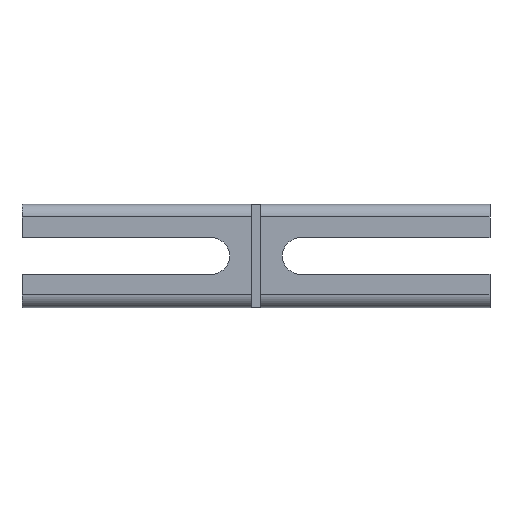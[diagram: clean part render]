
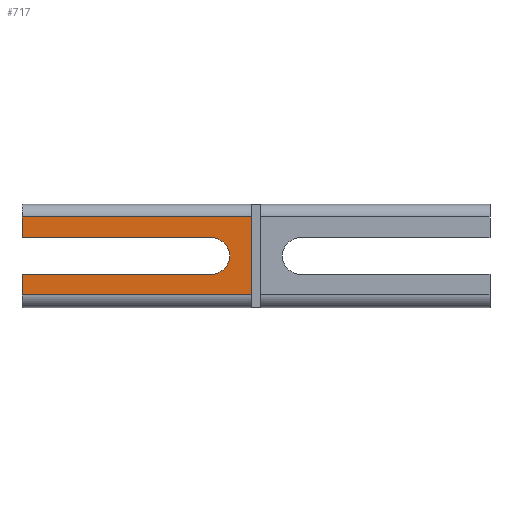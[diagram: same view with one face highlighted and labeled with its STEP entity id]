
A CAD part, front view. The second image highlights one B-rep face of the part: STEP entity #717.
In plain terms, the highlighted planar face has unit normal (0, -1, 0).
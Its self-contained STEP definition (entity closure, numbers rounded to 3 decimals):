
#74 = EDGE_CURVE ( 'NONE', #350, #281, #3020, .T. ) ;
#81 = DIRECTION ( 'NONE',  ( 0., 0., 1. ) ) ;
#186 = VERTEX_POINT ( 'NONE', #3019 ) ;
#208 = LINE ( 'NONE', #3015, #324 ) ;
#224 = EDGE_CURVE ( 'NONE', #281, #964, #1542, .T. ) ;
#281 = VERTEX_POINT ( 'NONE', #1341 ) ;
#311 = VECTOR ( 'NONE', #2683, 1000. ) ;
#324 = VECTOR ( 'NONE', #1521, 1000. ) ;
#350 = VERTEX_POINT ( 'NONE', #1574 ) ;
#420 = ORIENTED_EDGE ( 'NONE', *, *, #1824, .F. ) ;
#609 = CARTESIAN_POINT ( 'NONE',  ( -100., -8., 34. ) ) ;
#615 = VERTEX_POINT ( 'NONE', #973 ) ;
#643 = DIRECTION ( 'NONE',  ( 1., 0., 0. ) ) ;
#675 = AXIS2_PLACEMENT_3D ( 'NONE', #1457, #1720, #2673 ) ;
#698 = ORIENTED_EDGE ( 'NONE', *, *, #2184, .F. ) ;
#717 = ADVANCED_FACE ( 'NONE', ( #2352 ), #1812, .F. ) ;
#781 = DIRECTION ( 'NONE',  ( 0., 1., 0. ) ) ;
#784 = LINE ( 'NONE', #1926, #2026 ) ;
#964 = VERTEX_POINT ( 'NONE', #2417 ) ;
#973 = CARTESIAN_POINT ( 'NONE',  ( -100., -8., 16. ) ) ;
#1026 = EDGE_CURVE ( 'NONE', #2011, #3142, #2071, .T. ) ;
#1341 = CARTESIAN_POINT ( 'NONE',  ( 100., -8., -34. ) ) ;
#1353 = ORIENTED_EDGE ( 'NONE', *, *, #1586, .F. ) ;
#1355 = ORIENTED_EDGE ( 'NONE', *, *, #74, .F. ) ;
#1360 = ORIENTED_EDGE ( 'NONE', *, *, #224, .F. ) ;
#1457 = CARTESIAN_POINT ( 'NONE',  ( 65., -8., 0. ) ) ;
#1521 = DIRECTION ( 'NONE',  ( -1., 0., 0. ) ) ;
#1542 = LINE ( 'NONE', #1541, #1960 ) ;
#1541 = CARTESIAN_POINT ( 'NONE',  ( 0., -8., -34. ) ) ;
#1574 = CARTESIAN_POINT ( 'NONE',  ( 100., -8., 34. ) ) ;
#1586 = EDGE_CURVE ( 'NONE', #186, #2011, #784, .T. ) ;
#1602 = ORIENTED_EDGE ( 'NONE', *, *, #3167, .T. ) ;
#1720 = DIRECTION ( 'NONE',  ( 0., -1., 0. ) ) ;
#1752 = CARTESIAN_POINT ( 'NONE',  ( -100., -8., 55. ) ) ;
#1759 = ORIENTED_EDGE ( 'NONE', *, *, #1026, .F. ) ;
#1796 = CARTESIAN_POINT ( 'NONE',  ( 65., -8., -16. ) ) ;
#1812 = PLANE ( 'NONE',  #2350 ) ;
#1824 = EDGE_CURVE ( 'NONE', #964, #186, #2545, .T. ) ;
#1906 = EDGE_LOOP ( 'NONE', ( #2772, #698, #1759, #1353, #420, #1360, #1355, #1602 ) ) ;
#1926 = CARTESIAN_POINT ( 'NONE',  ( 65., -8., -16. ) ) ;
#1955 = EDGE_CURVE ( 'NONE', #615, #2770, #3083, .T. ) ;
#1958 = CARTESIAN_POINT ( 'NONE',  ( 100., -8., 100. ) ) ;
#1960 = VECTOR ( 'NONE', #2033, 1000. ) ;
#2011 = VERTEX_POINT ( 'NONE', #1796 ) ;
#2026 = VECTOR ( 'NONE', #643, 1000. ) ;
#2033 = DIRECTION ( 'NONE',  ( -1., 0., 0. ) ) ;
#2071 = CIRCLE ( 'NONE', #675, 16. ) ;
#2104 = VECTOR ( 'NONE', #2796, 1000. ) ;
#2184 = EDGE_CURVE ( 'NONE', #3142, #615, #208, .T. ) ;
#2230 = DIRECTION ( 'NONE',  ( 0., 0., -1. ) ) ;
#2315 = VECTOR ( 'NONE', #2230, 1000. ) ;
#2350 = AXIS2_PLACEMENT_3D ( 'NONE', #2562, #781, #81 ) ;
#2352 = FACE_OUTER_BOUND ( 'NONE', #1906, .T. ) ;
#2362 = CARTESIAN_POINT ( 'NONE',  ( 65., -8., 16. ) ) ;
#2417 = CARTESIAN_POINT ( 'NONE',  ( -100., -8., -34. ) ) ;
#2545 = LINE ( 'NONE', #1752, #3166 ) ;
#2562 = CARTESIAN_POINT ( 'NONE',  ( 0., -8., 0. ) ) ;
#2673 = DIRECTION ( 'NONE',  ( 0., 0., 1. ) ) ;
#2683 = DIRECTION ( 'NONE',  ( -1., 0., 0. ) ) ;
#2739 = DIRECTION ( 'NONE',  ( 0., 0., 1. ) ) ;
#2770 = VERTEX_POINT ( 'NONE', #609 ) ;
#2772 = ORIENTED_EDGE ( 'NONE', *, *, #1955, .F. ) ;
#2796 = DIRECTION ( 'NONE',  ( 0., 0., 1. ) ) ;
#2912 = CARTESIAN_POINT ( 'NONE',  ( 0., -8., 34. ) ) ;
#2995 = LINE ( 'NONE', #2912, #311 ) ;
#3015 = CARTESIAN_POINT ( 'NONE',  ( 65., -8., 16. ) ) ;
#3020 = LINE ( 'NONE', #1958, #2315 ) ;
#3019 = CARTESIAN_POINT ( 'NONE',  ( -100., -8., -16. ) ) ;
#3051 = CARTESIAN_POINT ( 'NONE',  ( -100., -8., 55. ) ) ;
#3083 = LINE ( 'NONE', #3051, #2104 ) ;
#3142 = VERTEX_POINT ( 'NONE', #2362 ) ;
#3166 = VECTOR ( 'NONE', #2739, 1000. ) ;
#3167 = EDGE_CURVE ( 'NONE', #350, #2770, #2995, .T. ) ;
